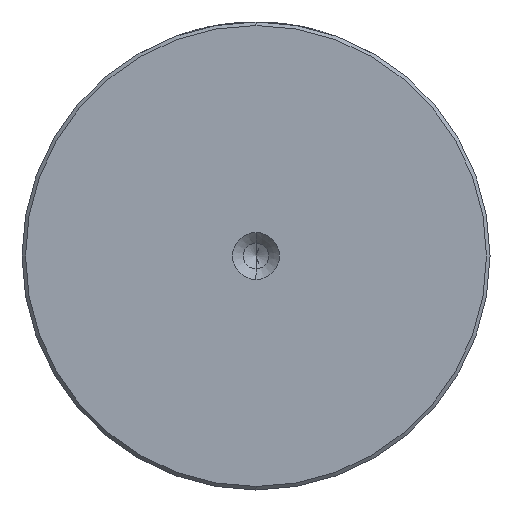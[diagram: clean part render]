
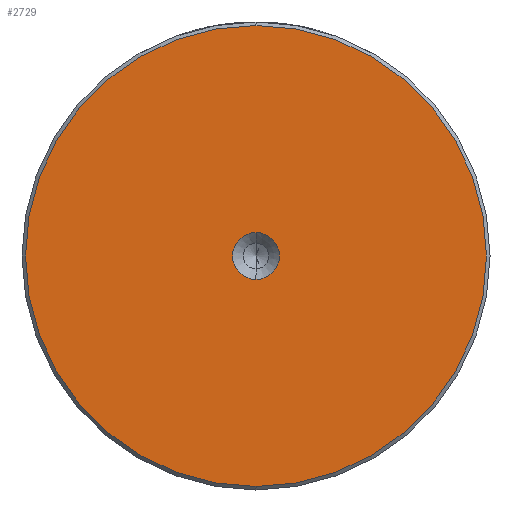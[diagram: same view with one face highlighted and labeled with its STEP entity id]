
A CAD part, left-side view. The second image highlights one B-rep face of the part: STEP entity #2729.
In plain terms, the highlighted planar face has unit normal (-1, 0, 0).
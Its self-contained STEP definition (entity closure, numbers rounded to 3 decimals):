
#24 = VERTEX_POINT ( 'NONE', #409 ) ;
#75 = EDGE_CURVE ( 'NONE', #1642, #2458, #1780, .T. ) ;
#216 = FACE_BOUND ( 'NONE', #3375, .T. ) ;
#221 = DIRECTION ( 'NONE',  ( -1., 0., 0. ) ) ;
#225 = CIRCLE ( 'NONE', #1596, 3.3 ) ;
#297 = CARTESIAN_POINT ( 'NONE',  ( 0., 0., 0. ) ) ;
#409 = CARTESIAN_POINT ( 'NONE',  ( 0., 0., 3.3 ) ) ;
#568 = DIRECTION ( 'NONE',  ( 0., 0., 1. ) ) ;
#659 = DIRECTION ( 'NONE',  ( -1., 0., 0. ) ) ;
#693 = ORIENTED_EDGE ( 'NONE', *, *, #1556, .F. ) ;
#969 = CARTESIAN_POINT ( 'NONE',  ( 0., 0., 32.5 ) ) ;
#977 = AXIS2_PLACEMENT_3D ( 'NONE', #1807, #221, #2068 ) ;
#1043 = ORIENTED_EDGE ( 'NONE', *, *, #1228, .F. ) ;
#1159 = CIRCLE ( 'NONE', #2694, 32.5 ) ;
#1228 = EDGE_CURVE ( 'NONE', #24, #1272, #225, .T. ) ;
#1268 = EDGE_LOOP ( 'NONE', ( #1969, #2487 ) ) ;
#1272 = VERTEX_POINT ( 'NONE', #2932 ) ;
#1446 = CARTESIAN_POINT ( 'NONE',  ( 0., 0., 0. ) ) ;
#1518 = DIRECTION ( 'NONE',  ( -1., 0., 0. ) ) ;
#1556 = EDGE_CURVE ( 'NONE', #1272, #24, #1794, .T. ) ;
#1596 = AXIS2_PLACEMENT_3D ( 'NONE', #297, #2146, #568 ) ;
#1642 = VERTEX_POINT ( 'NONE', #969 ) ;
#1707 = DIRECTION ( 'NONE',  ( 0., 0., 1. ) ) ;
#1767 = AXIS2_PLACEMENT_3D ( 'NONE', #2557, #1518, #3341 ) ;
#1780 = CIRCLE ( 'NONE', #977, 32.5 ) ;
#1794 = CIRCLE ( 'NONE', #2647, 3.3 ) ;
#1807 = CARTESIAN_POINT ( 'NONE',  ( 0., 0., 0. ) ) ;
#1969 = ORIENTED_EDGE ( 'NONE', *, *, #2607, .T. ) ;
#2038 = PLANE ( 'NONE',  #1767 ) ;
#2068 = DIRECTION ( 'NONE',  ( 0., 0., 1. ) ) ;
#2146 = DIRECTION ( 'NONE',  ( -1., 0., 0. ) ) ;
#2234 = CARTESIAN_POINT ( 'NONE',  ( 0., 0., 0. ) ) ;
#2458 = VERTEX_POINT ( 'NONE', #3213 ) ;
#2487 = ORIENTED_EDGE ( 'NONE', *, *, #75, .T. ) ;
#2488 = DIRECTION ( 'NONE',  ( 0., 0., 1. ) ) ;
#2557 = CARTESIAN_POINT ( 'NONE',  ( 0., 0., 0. ) ) ;
#2607 = EDGE_CURVE ( 'NONE', #2458, #1642, #1159, .T. ) ;
#2647 = AXIS2_PLACEMENT_3D ( 'NONE', #2234, #659, #2488 ) ;
#2694 = AXIS2_PLACEMENT_3D ( 'NONE', #1446, #3272, #1707 ) ;
#2729 = ADVANCED_FACE ( 'NONE', ( #2848, #216 ), #2038, .T. ) ;
#2848 = FACE_OUTER_BOUND ( 'NONE', #1268, .T. ) ;
#2932 = CARTESIAN_POINT ( 'NONE',  ( 0., 0., -3.3 ) ) ;
#3213 = CARTESIAN_POINT ( 'NONE',  ( 0., 0., -32.5 ) ) ;
#3272 = DIRECTION ( 'NONE',  ( -1., 0., 0. ) ) ;
#3341 = DIRECTION ( 'NONE',  ( 0., 0., 1. ) ) ;
#3375 = EDGE_LOOP ( 'NONE', ( #1043, #693 ) ) ;
